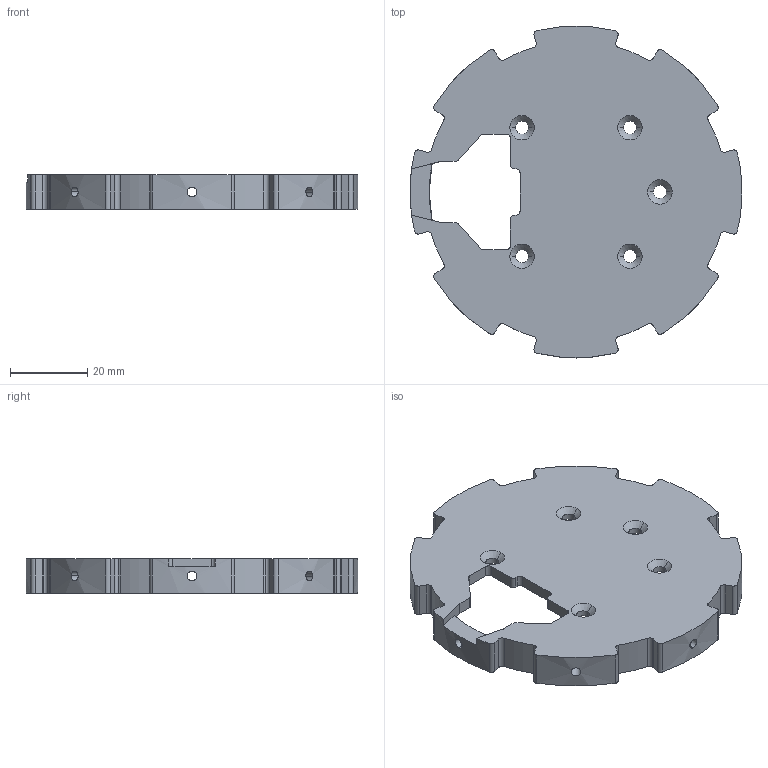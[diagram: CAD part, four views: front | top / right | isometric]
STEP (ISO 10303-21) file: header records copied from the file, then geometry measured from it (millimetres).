
FILE_DESCRIPTION (( 'STEP AP214' ), '1' );
FILE_NAME ('鷕窒壽誹郪璃2.STEP', '2022-06-10T13:31:33', ( '' ), ( '' ), 'SwSTEP 2.0', 'SolidWorks 2021', '' );
FILE_SCHEMA (( 'AUTOMOTIVE_DESIGN' ));
Length unit declared in the file: millimetre
Products named in the file (1): 鷕窒壽誹郪璃2
Bounding box: 86 x 86 x 9 mm (x, y, z)
Volume: 19909.2 mm3; surface area: 14682.2 mm2
Topology: 1 solids, 1 shells, 140 faces, 410 edges, 268 vertices
Faces by surface type: cylinder 97, plane 33, cone 10
Entity records: 5512 total; most frequent: CARTESIAN_POINT 1427, DIRECTION 836, ORIENTED_EDGE 820, EDGE_CURVE 410, AXIS2_PLACEMENT_3D 317, VERTEX_POINT 268, LINE 202, VECTOR 202
